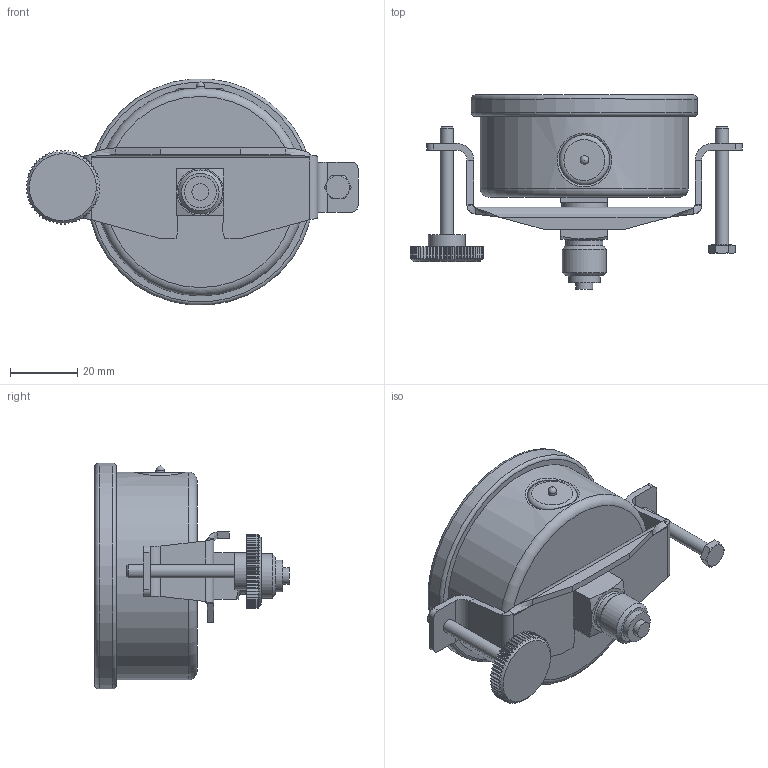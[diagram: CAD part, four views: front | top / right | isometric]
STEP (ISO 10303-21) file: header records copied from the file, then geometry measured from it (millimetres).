
FILE_DESCRIPTION(/* description */ (''),/* implementation_level */ '2;1');
FILE_NAME(/* name */ 'RF63Ch_D952_851XX952.stp',/* time_stamp */ '2018-01-29T13:45:11+01:00',/* author */ ('acgl'),/* organization */ (''),/* preprocessor_version */ 'ST-DEVELOPER v15.6',/* originating_system */ 'Autodesk Inventor 2015',/* authorisation */ '');
FILE_SCHEMA (('AUTOMOTIVE_DESIGN { 1 0 10303 214 3 1 1 }'));
Length unit declared in the file: centimetre
Products named in the file (1): RF63Ch_D952_851XX952
Bounding box: 98.99 x 58 x 67.37 mm (x, y, z)
Volume: 106987.8 mm3; surface area: 21858.5 mm2
Topology: 1 solids, 1 shells, 320 faces, 868 edges, 566 vertices
Faces by surface type: plane 197, cylinder 91, cone 15, bspline 9, torus 7, sphere 1
Full cylindrical faces by diameter (mm): 2.5 x1, 4 x4, 5 x1, 6.03 x1, 9.5 x1, 11 x2, 13.16 x1, 13.5 x1, 62 x1, 67.6 x1
Entity records: 10834 total; most frequent: CARTESIAN_POINT 2821, ORIENTED_EDGE 1672, DIRECTION 1498, EDGE_CURVE 836, VERTEX_POINT 559, AXIS2_PLACEMENT_3D 512, LINE 474, VECTOR 474
